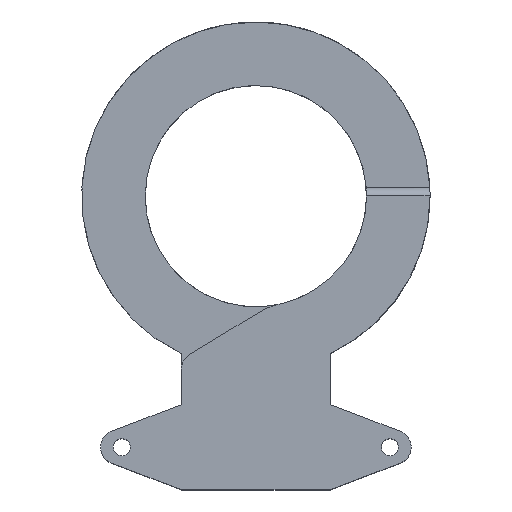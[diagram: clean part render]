
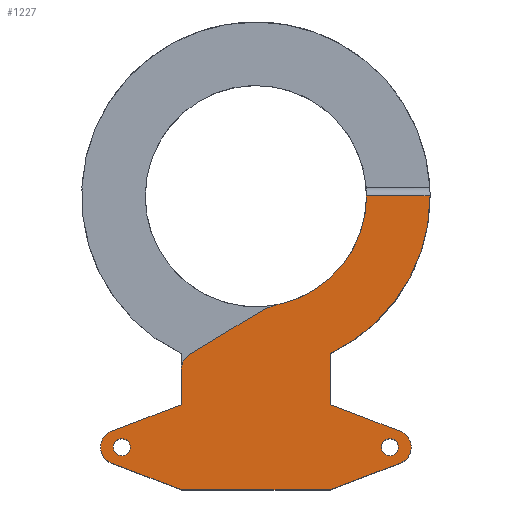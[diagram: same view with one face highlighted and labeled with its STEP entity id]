
A CAD part, top view. The second image highlights one B-rep face of the part: STEP entity #1227.
In plain terms, the highlighted planar face has unit normal (0, 0, 1).
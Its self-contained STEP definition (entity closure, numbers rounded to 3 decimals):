
#59=FACE_BOUND('',#173,.T.);
#60=FACE_BOUND('',#174,.T.);
#101=FACE_OUTER_BOUND('',#172,.T.);
#172=EDGE_LOOP('',(#966,#967,#968,#969,#970,#971,#972,#973,#974,#975,#976,
#977,#978,#979,#980));
#173=EDGE_LOOP('',(#981));
#174=EDGE_LOOP('',(#982));
#216=CIRCLE('',#1281,40.926);
#223=CIRCLE('',#1305,4.);
#224=CIRCLE('',#1307,2.);
#227=CIRCLE('',#1314,4.);
#228=CIRCLE('',#1316,2.);
#234=CIRCLE('',#1326,15.);
#235=CIRCLE('',#1328,26.);
#236=CIRCLE('',#1330,4.);
#274=LINE('',#1869,#397);
#299=LINE('',#2018,#422);
#302=LINE('',#2024,#425);
#309=LINE('',#2047,#432);
#312=LINE('',#2053,#435);
#317=LINE('',#2065,#440);
#330=LINE('',#2106,#453);
#331=LINE('',#2107,#454);
#332=LINE('',#2108,#455);
#397=VECTOR('',#1428,10.);
#422=VECTOR('',#1485,10.);
#425=VECTOR('',#1490,10.);
#432=VECTOR('',#1513,10.);
#435=VECTOR('',#1518,10.);
#440=VECTOR('',#1533,10.);
#453=VECTOR('',#1572,10.);
#454=VECTOR('',#1573,10.);
#455=VECTOR('',#1574,10.);
#516=VERTEX_POINT('',#1754);
#517=VERTEX_POINT('',#1756);
#523=VERTEX_POINT('',#1867);
#548=VERTEX_POINT('',#2016);
#549=VERTEX_POINT('',#2017);
#550=VERTEX_POINT('',#2022);
#551=VERTEX_POINT('',#2023);
#552=VERTEX_POINT('',#2030);
#558=VERTEX_POINT('',#2045);
#559=VERTEX_POINT('',#2046);
#560=VERTEX_POINT('',#2051);
#561=VERTEX_POINT('',#2052);
#562=VERTEX_POINT('',#2059);
#575=VERTEX_POINT('',#2094);
#576=VERTEX_POINT('',#2095);
#577=VERTEX_POINT('',#2103);
#578=VERTEX_POINT('',#2104);
#636=EDGE_CURVE('',#517,#516,#216,.T.);
#648=EDGE_CURVE('',#516,#523,#274,.T.);
#682=EDGE_CURVE('',#548,#549,#299,.T.);
#685=EDGE_CURVE('',#550,#551,#302,.T.);
#688=EDGE_CURVE('',#548,#551,#223,.T.);
#690=EDGE_CURVE('',#552,#552,#224,.T.);
#696=EDGE_CURVE('',#558,#559,#309,.T.);
#699=EDGE_CURVE('',#560,#561,#312,.T.);
#702=EDGE_CURVE('',#558,#561,#227,.T.);
#704=EDGE_CURVE('',#562,#562,#228,.T.);
#706=EDGE_CURVE('',#550,#517,#317,.T.);
#721=EDGE_CURVE('',#575,#576,#234,.T.);
#724=EDGE_CURVE('',#523,#576,#235,.T.);
#726=EDGE_CURVE('',#577,#578,#236,.T.);
#727=EDGE_CURVE('',#577,#560,#330,.T.);
#728=EDGE_CURVE('',#559,#549,#331,.T.);
#729=EDGE_CURVE('',#575,#578,#332,.T.);
#966=ORIENTED_EDGE('',*,*,#726,.F.);
#967=ORIENTED_EDGE('',*,*,#727,.T.);
#968=ORIENTED_EDGE('',*,*,#699,.T.);
#969=ORIENTED_EDGE('',*,*,#702,.F.);
#970=ORIENTED_EDGE('',*,*,#696,.T.);
#971=ORIENTED_EDGE('',*,*,#728,.T.);
#972=ORIENTED_EDGE('',*,*,#682,.F.);
#973=ORIENTED_EDGE('',*,*,#688,.T.);
#974=ORIENTED_EDGE('',*,*,#685,.F.);
#975=ORIENTED_EDGE('',*,*,#706,.T.);
#976=ORIENTED_EDGE('',*,*,#636,.T.);
#977=ORIENTED_EDGE('',*,*,#648,.T.);
#978=ORIENTED_EDGE('',*,*,#724,.T.);
#979=ORIENTED_EDGE('',*,*,#721,.F.);
#980=ORIENTED_EDGE('',*,*,#729,.T.);
#981=ORIENTED_EDGE('',*,*,#690,.T.);
#982=ORIENTED_EDGE('',*,*,#704,.F.);
#1175=PLANE('',#1329);
#1227=ADVANCED_FACE('',(#101,#59,#60),#1175,.T.);
#1281=AXIS2_PLACEMENT_3D('',#1757,#1410,#1411);
#1305=AXIS2_PLACEMENT_3D('',#2028,#1495,#1496);
#1307=AXIS2_PLACEMENT_3D('',#2032,#1500,#1501);
#1314=AXIS2_PLACEMENT_3D('',#2057,#1523,#1524);
#1316=AXIS2_PLACEMENT_3D('',#2061,#1528,#1529);
#1326=AXIS2_PLACEMENT_3D('',#2096,#1559,#1560);
#1328=AXIS2_PLACEMENT_3D('',#2100,#1565,#1566);
#1329=AXIS2_PLACEMENT_3D('',#2102,#1568,#1569);
#1330=AXIS2_PLACEMENT_3D('',#2105,#1570,#1571);
#1410=DIRECTION('center_axis',(0.,0.,1.));
#1411=DIRECTION('ref_axis',(1.,0.,0.));
#1428=DIRECTION('',(-1.,0.,0.));
#1485=DIRECTION('',(-0.934,-0.356,0.));
#1490=DIRECTION('',(0.934,-0.356,0.));
#1495=DIRECTION('center_axis',(0.,0.,1.));
#1496=DIRECTION('ref_axis',(0.356,-0.934,0.));
#1500=DIRECTION('center_axis',(0.,0.,-1.));
#1501=DIRECTION('ref_axis',(-1.,0.,0.));
#1513=DIRECTION('',(0.934,-0.356,0.));
#1518=DIRECTION('',(-0.934,-0.356,0.));
#1523=DIRECTION('center_axis',(0.,0.,-1.));
#1524=DIRECTION('ref_axis',(-0.356,-0.934,0.));
#1528=DIRECTION('center_axis',(0.,0.,1.));
#1529=DIRECTION('ref_axis',(1.,0.,0.));
#1533=DIRECTION('',(0.,1.,0.));
#1559=DIRECTION('center_axis',(0.,0.,-1.));
#1560=DIRECTION('ref_axis',(-0.369,0.929,0.));
#1565=DIRECTION('center_axis',(0.,0.,-1.));
#1566=DIRECTION('ref_axis',(1.,0.,0.));
#1568=DIRECTION('center_axis',(0.,0.,1.));
#1569=DIRECTION('ref_axis',(1.,0.,0.));
#1570=DIRECTION('center_axis',(0.,0.,-1.));
#1571=DIRECTION('ref_axis',(-0.872,0.49,0.));
#1572=DIRECTION('',(0.,-1.,0.));
#1573=DIRECTION('',(1.,0.,0.));
#1574=DIRECTION('',(-0.854,-0.52,0.));
#1754=CARTESIAN_POINT('',(40.926,0.028,32.5));
#1756=CARTESIAN_POINT('',(17.5,-36.996,32.5));
#1757=CARTESIAN_POINT('Origin',(0.,0.,32.5));
#1867=CARTESIAN_POINT('',(26.,0.028,32.5));
#1869=CARTESIAN_POINT('',(20.463,0.028,32.5));
#2016=CARTESIAN_POINT('',(33.925,-62.738,32.5));
#2017=CARTESIAN_POINT('',(17.5,-69.,32.5));
#2018=CARTESIAN_POINT('',(33.925,-62.738,32.5));
#2022=CARTESIAN_POINT('',(17.5,-49.,32.5));
#2023=CARTESIAN_POINT('',(33.925,-55.262,32.5));
#2024=CARTESIAN_POINT('',(17.5,-49.,32.5));
#2028=CARTESIAN_POINT('Origin',(32.5,-59.,32.5));
#2030=CARTESIAN_POINT('',(33.5,-59.,32.5));
#2032=CARTESIAN_POINT('Origin',(31.5,-59.,32.5));
#2045=CARTESIAN_POINT('',(-33.925,-62.738,32.5));
#2046=CARTESIAN_POINT('',(-17.5,-69.,32.5));
#2047=CARTESIAN_POINT('',(-33.925,-62.738,32.5));
#2051=CARTESIAN_POINT('',(-17.5,-49.,32.5));
#2052=CARTESIAN_POINT('',(-33.925,-55.262,32.5));
#2053=CARTESIAN_POINT('',(-17.5,-49.,32.5));
#2057=CARTESIAN_POINT('Origin',(-32.5,-59.,32.5));
#2059=CARTESIAN_POINT('',(-33.5,-59.,32.5));
#2061=CARTESIAN_POINT('Origin',(-31.5,-59.,32.5));
#2065=CARTESIAN_POINT('',(17.5,-65.,32.5));
#2094=CARTESIAN_POINT('',(0.778,-27.277,32.5));
#2095=CARTESIAN_POINT('',(5.435,-25.426,32.5));
#2096=CARTESIAN_POINT('Origin',(8.571,-40.094,32.5));
#2100=CARTESIAN_POINT('Origin',(0.,0.,32.5));
#2102=CARTESIAN_POINT('Origin',(0.,-13.75,32.5));
#2103=CARTESIAN_POINT('',(-17.5,-40.64,32.5));
#2104=CARTESIAN_POINT('',(-15.578,-37.222,32.5));
#2105=CARTESIAN_POINT('Origin',(-13.5,-40.64,32.5));
#2106=CARTESIAN_POINT('',(-17.5,-23.458,32.5));
#2107=CARTESIAN_POINT('',(-17.5,-69.,32.5));
#2108=CARTESIAN_POINT('',(4.71,-24.887,32.5));
